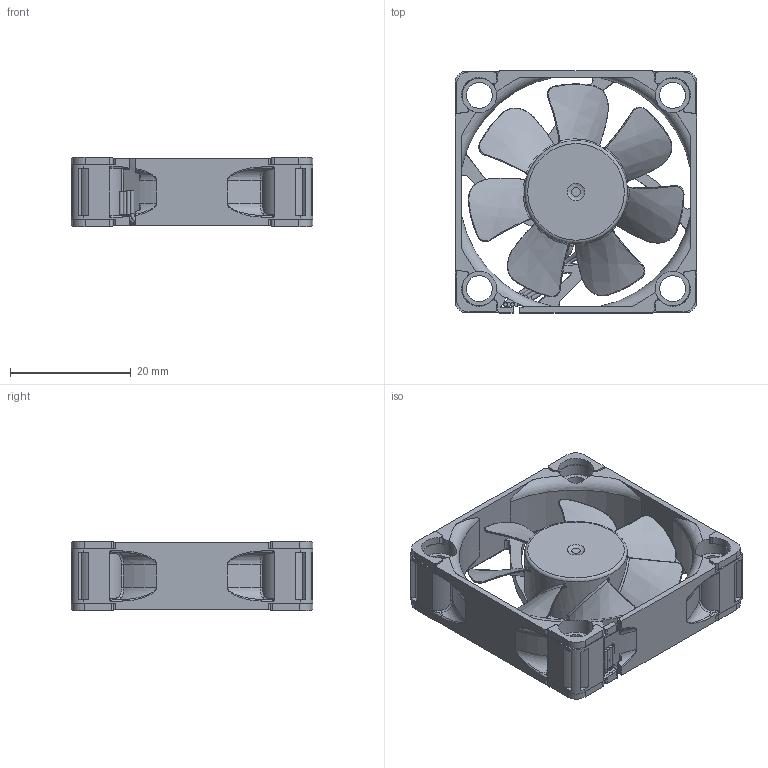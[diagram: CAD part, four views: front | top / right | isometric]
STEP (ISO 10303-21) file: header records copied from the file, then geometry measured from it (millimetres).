
FILE_DESCRIPTION(/* description */ (''),/* implementation_level */ '2;1');
FILE_NAME(/* name */ 'Noctua-NF-A4-10.stp',/* time_stamp */ '2020-05-23T22:55:14+02:00',/* author */ ('marti'),/* organization */ (''),/* preprocessor_version */ 'ST-DEVELOPER v17',/* originating_system */ 'Autodesk Inventor 2019',/* authorisation */ '');
FILE_SCHEMA (('AUTOMOTIVE_DESIGN { 1 0 10303 214 3 1 1 }'));
Products named in the file (1): Noctua-NF-A4x10
Bounding box: 40.06 x 40.06 x 11.5 mm (x, y, z)
Volume: 6108.6 mm3; surface area: 8854.4 mm2
Topology: 17 solids, 17 shells, 831 faces, 2131 edges, 1314 vertices
Faces by surface type: bspline 303, cylinder 256, plane 184, torus 80, cone 4, sphere 4
Full cylindrical faces by diameter (mm): 0.6 x16, 4.318 x4, 5.74 x4, 15 x1, 16 x1, 17 x1
Entity records: 49132 total; most frequent: CARTESIAN_POINT 30583, ORIENTED_EDGE 4208, DIRECTION 3334, EDGE_CURVE 2104, AXIS2_PLACEMENT_3D 1356, VERTEX_POINT 1314, EDGE_LOOP 854, FACE_OUTER_BOUND 831
